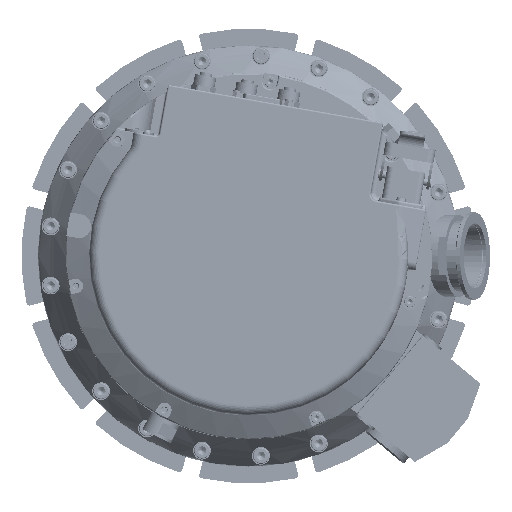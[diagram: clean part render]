
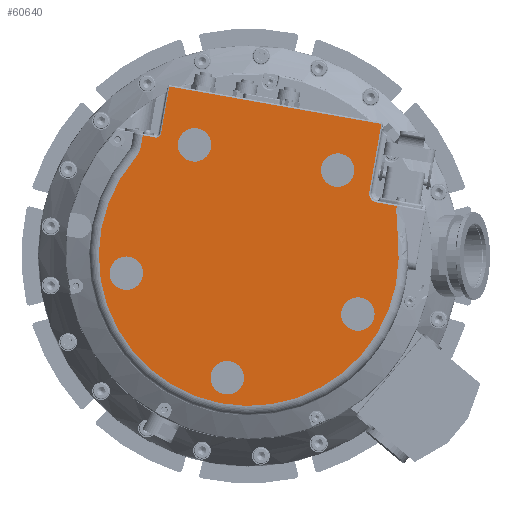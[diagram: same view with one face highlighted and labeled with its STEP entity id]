
A CAD part, front view. The second image highlights one B-rep face of the part: STEP entity #60640.
In plain terms, the highlighted planar face has unit normal (0, -1, 0).
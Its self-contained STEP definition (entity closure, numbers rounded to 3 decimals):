
#1015=FACE_BOUND('',#9156,.T.);
#1016=FACE_BOUND('',#9157,.T.);
#1017=FACE_BOUND('',#9158,.T.);
#1018=FACE_BOUND('',#9159,.T.);
#1019=FACE_BOUND('',#9160,.T.);
#2242=B_SPLINE_CURVE_WITH_KNOTS('',3,(#95183,#95184,#95185,#95186,#95187,
#95188,#95189,#95190,#95191,#95192),.UNSPECIFIED.,.F.,.F.,(4,2,2,2,4),(0.,
0.5,0.75,0.875,1.),.UNSPECIFIED.);
#3532=PLANE('',#64859);
#5564=FACE_OUTER_BOUND('',#9155,.T.);
#9155=EDGE_LOOP('',(#40880,#40881,#40882,#40883,#40884,#40885,#40886,#40887,
#40888,#40889,#40890));
#9156=EDGE_LOOP('',(#40891));
#9157=EDGE_LOOP('',(#40892));
#9158=EDGE_LOOP('',(#40893));
#9159=EDGE_LOOP('',(#40894));
#9160=EDGE_LOOP('',(#40895));
#13113=CIRCLE('',#64609,16.);
#13116=CIRCLE('',#64613,94.);
#13121=CIRCLE('',#64623,3.);
#13147=CIRCLE('',#64669,10.5);
#13149=CIRCLE('',#64673,10.5);
#13151=CIRCLE('',#64677,10.5);
#13153=CIRCLE('',#64681,10.5);
#13157=CIRCLE('',#64689,10.5);
#13210=CIRCLE('',#64795,5.5);
#15808=LINE('',#94675,#20042);
#15834=LINE('',#95118,#20068);
#15839=LINE('',#95208,#20073);
#15840=LINE('',#95217,#20074);
#15925=LINE('',#96176,#20159);
#15926=LINE('',#96185,#20160);
#20042=VECTOR('',#71736,135.);
#20068=VECTOR('',#71842,6.699);
#20073=VECTOR('',#71871,8.);
#20074=VECTOR('',#71884,30.);
#20159=VECTOR('',#72301,43.5);
#20160=VECTOR('',#72314,13.07);
#24844=VERTEX_POINT('',#94668);
#24846=VERTEX_POINT('',#94673);
#24884=VERTEX_POINT('',#95107);
#24888=VERTEX_POINT('',#95116);
#24890=VERTEX_POINT('',#95122);
#24892=VERTEX_POINT('',#95128);
#24893=VERTEX_POINT('',#95174);
#24898=VERTEX_POINT('',#95207);
#24899=VERTEX_POINT('',#95211);
#24931=VERTEX_POINT('',#95533);
#24933=VERTEX_POINT('',#95540);
#24935=VERTEX_POINT('',#95547);
#24937=VERTEX_POINT('',#95554);
#24941=VERTEX_POINT('',#95568);
#25014=VERTEX_POINT('',#96175);
#25015=VERTEX_POINT('',#96179);
#30900=EDGE_CURVE('',#24844,#24846,#15808,.T.);
#30959=EDGE_CURVE('',#24884,#24888,#15834,.T.);
#30962=EDGE_CURVE('',#24888,#24890,#13113,.T.);
#30965=EDGE_CURVE('',#24890,#24892,#13116,.T.);
#30968=EDGE_CURVE('',#24892,#24893,#2242,.T.);
#30975=EDGE_CURVE('',#24898,#24884,#15839,.T.);
#30979=EDGE_CURVE('',#24899,#24898,#13121,.T.);
#30980=EDGE_CURVE('',#24846,#24899,#15840,.T.);
#31034=EDGE_CURVE('',#24931,#24931,#13147,.T.);
#31037=EDGE_CURVE('',#24933,#24933,#13149,.T.);
#31040=EDGE_CURVE('',#24935,#24935,#13151,.T.);
#31043=EDGE_CURVE('',#24937,#24937,#13153,.T.);
#31049=EDGE_CURVE('',#24941,#24941,#13157,.T.);
#31177=EDGE_CURVE('',#25014,#24844,#15925,.T.);
#31181=EDGE_CURVE('',#25015,#25014,#13210,.T.);
#31182=EDGE_CURVE('',#24893,#25015,#15926,.T.);
#40880=ORIENTED_EDGE('',*,*,#31177,.T.);
#40881=ORIENTED_EDGE('',*,*,#30900,.T.);
#40882=ORIENTED_EDGE('',*,*,#30980,.T.);
#40883=ORIENTED_EDGE('',*,*,#30979,.T.);
#40884=ORIENTED_EDGE('',*,*,#30975,.T.);
#40885=ORIENTED_EDGE('',*,*,#30959,.T.);
#40886=ORIENTED_EDGE('',*,*,#30962,.T.);
#40887=ORIENTED_EDGE('',*,*,#30965,.T.);
#40888=ORIENTED_EDGE('',*,*,#30968,.T.);
#40889=ORIENTED_EDGE('',*,*,#31182,.T.);
#40890=ORIENTED_EDGE('',*,*,#31181,.T.);
#40891=ORIENTED_EDGE('',*,*,#31034,.F.);
#40892=ORIENTED_EDGE('',*,*,#31037,.F.);
#40893=ORIENTED_EDGE('',*,*,#31040,.F.);
#40894=ORIENTED_EDGE('',*,*,#31043,.F.);
#40895=ORIENTED_EDGE('',*,*,#31049,.F.);
#60640=ADVANCED_FACE('',(#5564,#1015,#1016,#1017,#1018,#1019),#3532,.T.);
#64609=AXIS2_PLACEMENT_3D('',#95124,#71848,#71849);
#64613=AXIS2_PLACEMENT_3D('',#95130,#71856,#71857);
#64623=AXIS2_PLACEMENT_3D('',#95215,#71880,#71881);
#64669=AXIS2_PLACEMENT_3D('',#95535,#71993,#71994);
#64673=AXIS2_PLACEMENT_3D('',#95542,#72002,#72003);
#64677=AXIS2_PLACEMENT_3D('',#95549,#72011,#72012);
#64681=AXIS2_PLACEMENT_3D('',#95556,#72020,#72021);
#64689=AXIS2_PLACEMENT_3D('',#95570,#72038,#72039);
#64795=AXIS2_PLACEMENT_3D('',#96183,#72310,#72311);
#64859=AXIS2_PLACEMENT_3D('',#96513,#72483,#72484);
#71736=DIRECTION('',(-0.985,0.,0.174));
#71842=DIRECTION('',(-0.174,0.,-0.985));
#71848=DIRECTION('center_axis',(0.,1.,0.));
#71849=DIRECTION('ref_axis',(-0.985,0.,0.174));
#71856=DIRECTION('center_axis',(0.,-1.,0.));
#71857=DIRECTION('ref_axis',(-0.985,0.,0.174));
#71871=DIRECTION('',(-0.985,0.,0.174));
#71880=DIRECTION('center_axis',(0.,1.,0.));
#71881=DIRECTION('ref_axis',(-0.985,0.,0.174));
#71884=DIRECTION('',(-0.174,0.,-0.985));
#71993=DIRECTION('center_axis',(0.,-1.,0.));
#71994=DIRECTION('ref_axis',(-0.985,0.,0.174));
#72002=DIRECTION('center_axis',(0.,-1.,0.));
#72003=DIRECTION('ref_axis',(-0.985,0.,0.174));
#72011=DIRECTION('center_axis',(0.,-1.,0.));
#72012=DIRECTION('ref_axis',(-0.985,0.,0.174));
#72020=DIRECTION('center_axis',(0.,-1.,0.));
#72021=DIRECTION('ref_axis',(-0.985,0.,0.174));
#72038=DIRECTION('center_axis',(0.,-1.,0.));
#72039=DIRECTION('ref_axis',(-0.985,0.,0.174));
#72301=DIRECTION('',(0.174,0.,0.985));
#72310=DIRECTION('center_axis',(0.,1.,0.));
#72311=DIRECTION('ref_axis',(-0.985,0.,0.174));
#72314=DIRECTION('',(-0.985,0.,0.174));
#72483=DIRECTION('center_axis',(0.,-1.,0.));
#72484=DIRECTION('ref_axis',(0.,0.,
-1.));
#94668=CARTESIAN_POINT('',(83.145,-66.5,82.82));
#94673=CARTESIAN_POINT('',(-49.804,-66.5,106.263));
#94675=CARTESIAN_POINT('',(83.145,-66.5,82.82));
#95107=CARTESIAN_POINT('',(-66.368,-66.5,75.674));
#95116=CARTESIAN_POINT('',(-67.531,-66.5,69.077));
#95118=CARTESIAN_POINT('',(-66.368,-66.5,75.674));
#95122=CARTESIAN_POINT('',(-71.173,-66.5,61.403));
#95124=CARTESIAN_POINT('Origin',(-83.288,-66.5,71.855));
#95128=CARTESIAN_POINT('',(93.978,-66.5,-2.033));
#95130=CARTESIAN_POINT('Origin',(0.,-66.5,0.));
#95174=CARTESIAN_POINT('',(92.924,-66.5,31.34));
#95183=CARTESIAN_POINT('Ctrl Pts',(93.978,-66.5,-2.033));
#95184=CARTESIAN_POINT('Ctrl Pts',(94.099,-66.5,3.552));
#95185=CARTESIAN_POINT('Ctrl Pts',(93.753,-66.5,9.128));
#95186=CARTESIAN_POINT('Ctrl Pts',(93.036,-66.5,17.466));
#95187=CARTESIAN_POINT('Ctrl Pts',(92.762,-66.5,20.244));
#95188=CARTESIAN_POINT('Ctrl Pts',(92.493,-66.5,24.419));
#95189=CARTESIAN_POINT('Ctrl Pts',(92.427,-66.5,25.815));
#95190=CARTESIAN_POINT('Ctrl Pts',(92.455,-66.5,28.593));
#95191=CARTESIAN_POINT('Ctrl Pts',(92.503,-66.5,29.98));
#95192=CARTESIAN_POINT('Ctrl Pts',(92.924,-66.5,31.34));
#95207=CARTESIAN_POINT('',(-58.489,-66.5,74.285));
#95208=CARTESIAN_POINT('',(-58.489,-66.5,74.285));
#95211=CARTESIAN_POINT('',(-55.014,-66.5,76.719));
#95215=CARTESIAN_POINT('Origin',(-57.968,-66.5,77.24));
#95217=CARTESIAN_POINT('',(-49.804,-66.5,106.263));
#95533=CARTESIAN_POINT('',(-75.284,-66.5,-21.184));
#95535=CARTESIAN_POINT('Origin',(-76.746,-66.5,-10.786));
#95540=CARTESIAN_POINT('',(-43.411,-66.5,65.054));
#95542=CARTESIAN_POINT('Origin',(-33.974,-66.5,69.657));
#95547=CARTESIAN_POINT('',(48.455,-66.5,61.389));
#95549=CARTESIAN_POINT('Origin',(55.749,-66.5,53.836));
#95554=CARTESIAN_POINT('',(73.358,-66.5,-27.113));
#95556=CARTESIAN_POINT('Origin',(68.428,-66.5,-36.384));
#95568=CARTESIAN_POINT('',(-3.117,-66.5,-78.146));
#95570=CARTESIAN_POINT('Origin',(-13.458,-66.5,-76.323));
#96175=CARTESIAN_POINT('',(75.591,-66.5,39.981));
#96176=CARTESIAN_POINT('',(75.591,-66.5,39.981));
#96179=CARTESIAN_POINT('',(80.052,-66.5,33.61));
#96183=CARTESIAN_POINT('Origin',(81.007,-66.5,39.026));
#96185=CARTESIAN_POINT('',(92.924,-66.5,31.34));
#96513=CARTESIAN_POINT('Origin',(-50.615,-66.5,107.421));
